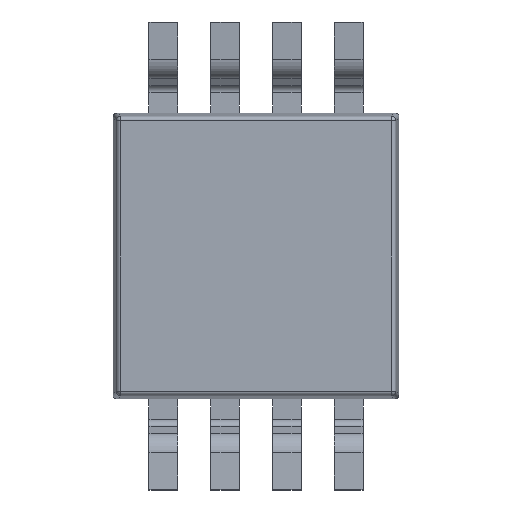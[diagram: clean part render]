
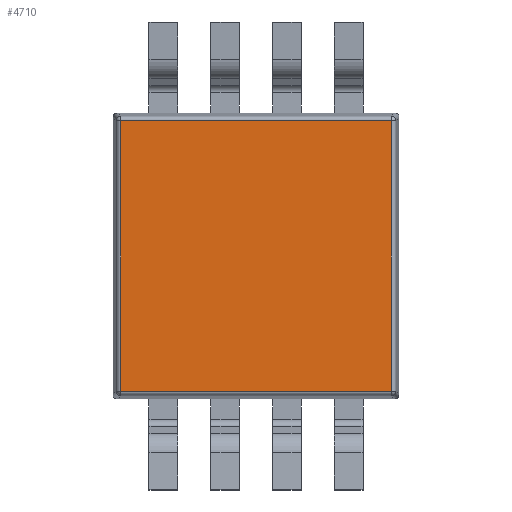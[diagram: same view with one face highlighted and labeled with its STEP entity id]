
A CAD part, front view. The second image highlights one B-rep face of the part: STEP entity #4710.
In plain terms, the highlighted planar face has unit normal (0, -1, 0).
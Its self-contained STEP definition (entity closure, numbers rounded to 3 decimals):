
#263 = ORIENTED_EDGE ( 'NONE', *, *, #2043, .T. ) ;
#505 = LINE ( 'NONE', #4332, #1904 ) ;
#573 = DIRECTION ( 'NONE',  ( -1., 0., 0. ) ) ;
#630 = CARTESIAN_POINT ( 'NONE',  ( 1.419, 0.1, 1.419 ) ) ;
#852 = VECTOR ( 'NONE', #5379, 1000. ) ;
#1065 = CARTESIAN_POINT ( 'NONE',  ( -1.419, 0.1, 0. ) ) ;
#1313 = EDGE_CURVE ( 'NONE', #5015, #3312, #2429, .T. ) ;
#1470 = DIRECTION ( 'NONE',  ( 0., -1., 0. ) ) ;
#1898 = LINE ( 'NONE', #6009, #4794 ) ;
#1904 = VECTOR ( 'NONE', #573, 1000. ) ;
#2043 = EDGE_CURVE ( 'NONE', #4937, #5015, #505, .T. ) ;
#2429 = LINE ( 'NONE', #1065, #852 ) ;
#2516 = PLANE ( 'NONE',  #5079 ) ;
#2732 = EDGE_CURVE ( 'NONE', #3312, #4974, #4105, .T. ) ;
#2770 = CARTESIAN_POINT ( 'NONE',  ( -1.419, 0.1, 1.419 ) ) ;
#2961 = EDGE_LOOP ( 'NONE', ( #263, #5296, #5897, #4269 ) ) ;
#3312 = VERTEX_POINT ( 'NONE', #6881 ) ;
#3558 = CARTESIAN_POINT ( 'NONE',  ( 0., 0.1, -1.419 ) ) ;
#3674 = EDGE_CURVE ( 'NONE', #4974, #4937, #1898, .T. ) ;
#4084 = DIRECTION ( 'NONE',  ( 1., 0., 0. ) ) ;
#4087 = FACE_OUTER_BOUND ( 'NONE', #2961, .T. ) ;
#4105 = LINE ( 'NONE', #3558, #7000 ) ;
#4269 = ORIENTED_EDGE ( 'NONE', *, *, #3674, .T. ) ;
#4332 = CARTESIAN_POINT ( 'NONE',  ( 0., 0.1, 1.419 ) ) ;
#4703 = CARTESIAN_POINT ( 'NONE',  ( 0., 0.1, 0. ) ) ;
#4710 = ADVANCED_FACE ( 'NONE', ( #4087 ), #2516, .T. ) ;
#4794 = VECTOR ( 'NONE', #6530, 1000. ) ;
#4937 = VERTEX_POINT ( 'NONE', #630 ) ;
#4974 = VERTEX_POINT ( 'NONE', #6035 ) ;
#5015 = VERTEX_POINT ( 'NONE', #2770 ) ;
#5079 = AXIS2_PLACEMENT_3D ( 'NONE', #4703, #1470, #5263 ) ;
#5263 = DIRECTION ( 'NONE',  ( 0., 0., -1. ) ) ;
#5296 = ORIENTED_EDGE ( 'NONE', *, *, #1313, .T. ) ;
#5379 = DIRECTION ( 'NONE',  ( 0., 0., -1. ) ) ;
#5897 = ORIENTED_EDGE ( 'NONE', *, *, #2732, .T. ) ;
#6009 = CARTESIAN_POINT ( 'NONE',  ( 1.419, 0.1, 0. ) ) ;
#6035 = CARTESIAN_POINT ( 'NONE',  ( 1.419, 0.1, -1.419 ) ) ;
#6530 = DIRECTION ( 'NONE',  ( 0., 0., 1. ) ) ;
#6881 = CARTESIAN_POINT ( 'NONE',  ( -1.419, 0.1, -1.419 ) ) ;
#7000 = VECTOR ( 'NONE', #4084, 1000. ) ;
